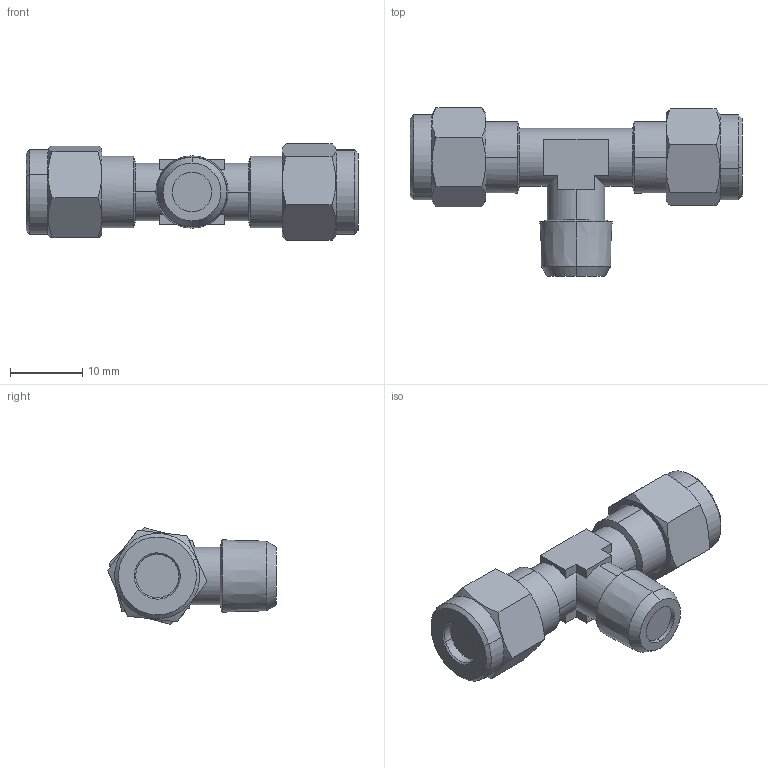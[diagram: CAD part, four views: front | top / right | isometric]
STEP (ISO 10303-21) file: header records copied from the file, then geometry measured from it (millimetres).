
FILE_DESCRIPTION (( 'STEP AP214' ), '1' );
FILE_NAME ('1022000002.step', '2013-02-25T17:11:35', ( '' ), ( '' ), 'SwSTEP 2.0', 'SolidWorks 2012', '' );
FILE_SCHEMA (( 'AUTOMOTIVE_DESIGN' ));
Length unit declared in the file: millimetre
Products named in the file (1): 1022000002
Bounding box: 46 x 23.39 x 13.39 mm (x, y, z)
Volume: 4821.5 mm3; surface area: 2424.7 mm2
Topology: 1 solids, 1 shells, 96 faces, 227 edges, 138 vertices
Faces by surface type: cone 40, plane 38, cylinder 18
Entity records: 2919 total; most frequent: CARTESIAN_POINT 706, DIRECTION 459, ORIENTED_EDGE 454, EDGE_CURVE 227, AXIS2_PLACEMENT_3D 179, VERTEX_POINT 138, EDGE_LOOP 101, LINE 101
